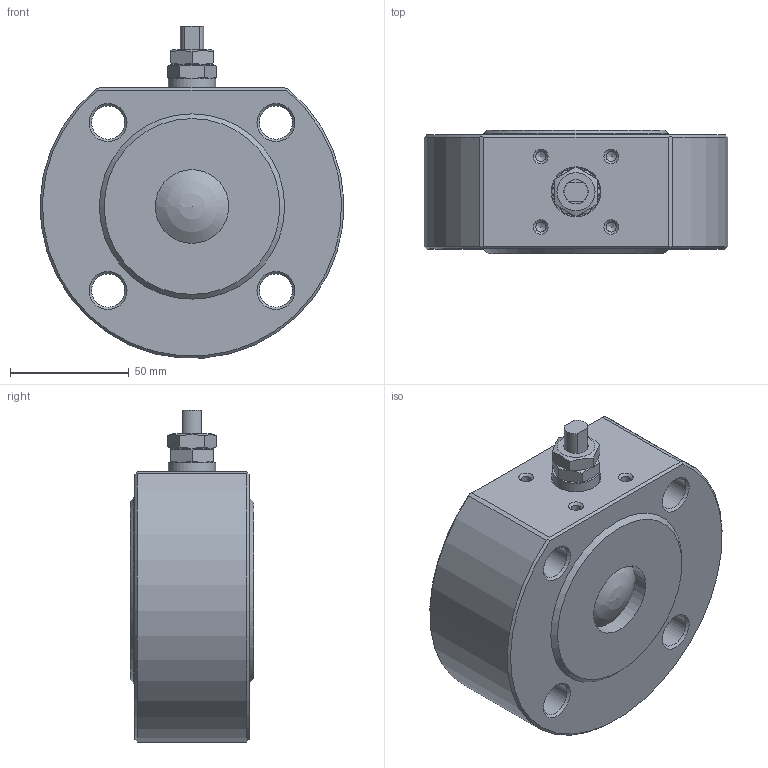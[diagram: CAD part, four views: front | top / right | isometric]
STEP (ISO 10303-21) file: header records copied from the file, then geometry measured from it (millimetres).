
FILE_DESCRIPTION( ( 'STEP AP214' ), '1' );
FILE_NAME( ' ', ' ', ( ' ' ), ( ' ' ), 'PSStep 13.0', 'VISI 18.0', ' ' );
FILE_SCHEMA( ( 'AUTOMOTIVE_DESIGN { 1 0 10303 214 1 1 1 1 }' ) );
Length unit declared in the file: millimetre
Products named in the file (1): 1
Bounding box: 127.92 x 52 x 139.77 mm (x, y, z)
Volume: 568090.7 mm3; surface area: 54155.9 mm2
Topology: 1 solids, 1 shells, 84 faces, 217 edges, 141 vertices
Faces by surface type: cone 35, plane 31, cylinder 16, sphere 2
Full cylindrical faces by diameter (mm): 4.2 x4, 10.25 x1, 14 x4, 20 x1, 31 x2, 78 x1
Entity records: 3067 total; most frequent: CARTESIAN_POINT 591, DIRECTION 356, ORIENTED_EDGE 326, EDGE_CURVE 163, AXIS2_PLACEMENT_3D 152, EDGE_LOOP 134, VERTEX_POINT 127, FACE_OUTER_BOUND 97
